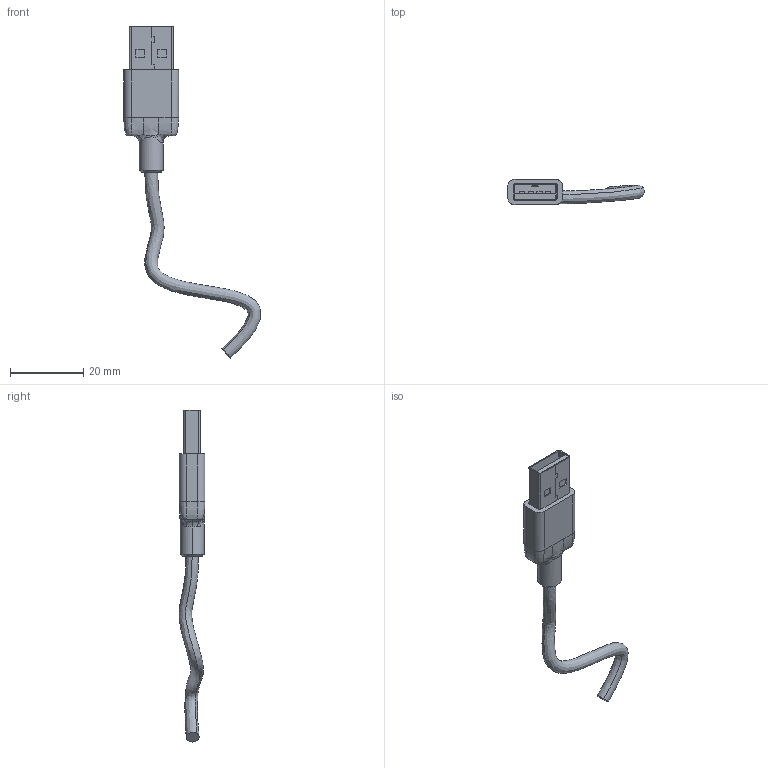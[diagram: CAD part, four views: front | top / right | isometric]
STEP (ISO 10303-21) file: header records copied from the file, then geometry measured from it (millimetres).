
FILE_DESCRIPTION (( 'STEP AP214' ), '1' );
FILE_NAME ('USB Connector Type A male, with cable.STEP', '2022-07-21T07:13:50', ( '' ), ( '' ), 'SwSTEP 2.0', 'SolidWorks 2021', '' );
FILE_SCHEMA (( 'AUTOMOTIVE_DESIGN' ));
Length unit declared in the file: millimetre
Products named in the file (1): USB Connector Type A male, with cable
Bounding box: 37.33 x 7.09 x 90.81 mm (x, y, z)
Volume: 3210.2 mm3; surface area: 3119.3 mm2
Topology: 1 solids, 1 shells, 202 faces, 558 edges, 367 vertices
Faces by surface type: plane 127, cylinder 50, bspline 20, torus 3, cone 2
Entity records: 9147 total; most frequent: CARTESIAN_POINT 2884, ORIENTED_EDGE 1116, DIRECTION 948, EDGE_CURVE 558, LINE 390, VECTOR 390, VERTEX_POINT 367, AXIS2_PLACEMENT_3D 279
